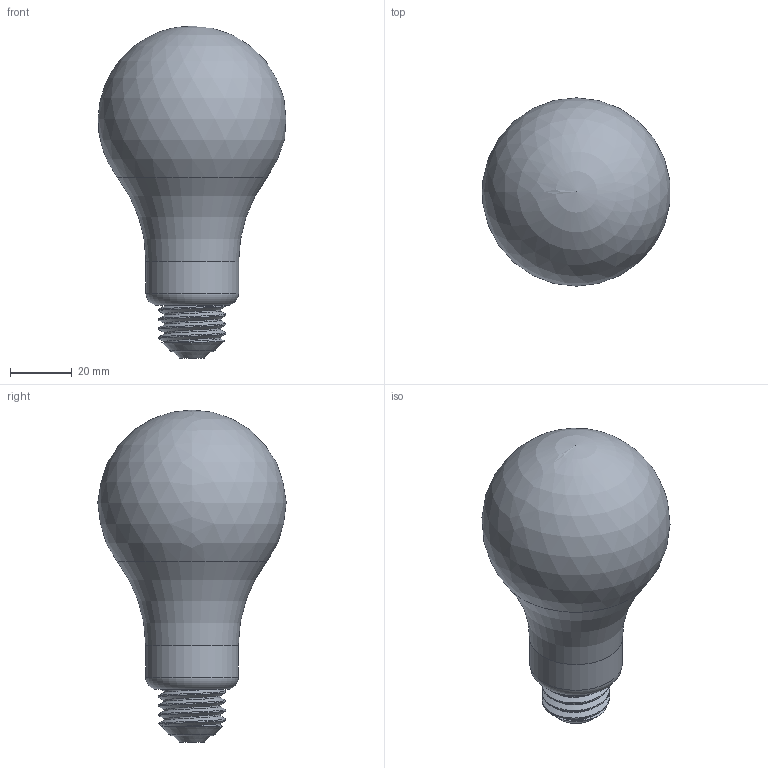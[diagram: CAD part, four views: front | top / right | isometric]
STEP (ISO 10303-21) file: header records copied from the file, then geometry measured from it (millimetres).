
FILE_DESCRIPTION(/* description */ (''),/* implementation_level */ '2;1');
FILE_NAME(/* name */ 'light_bulb.step',/* time_stamp */ '2025-05-17T14:28:28-04:00',/* author */ (''),/* organization */ (''),/* preprocessor_version */ 'ST-DEVELOPER v20.1',/* originating_system */ 'Autodesk Translation Framework v14.4.0.0',/* authorisation */ '');
FILE_SCHEMA (('AUTOMOTIVE_DESIGN { 1 0 10303 214 3 1 1 }'));
Length unit declared in the file: millimetre
Products named in the file (2): lightbulb; lightbulb_1
Assembly tree (1 placements, depth 2):
  lightbulb
    lightbulb_1
Bounding box: 60.76 x 60.99 x 107.5 mm (x, y, z)
Volume: 149434.3 mm3; surface area: 16809.5 mm2
Topology: 3 solids, 3 shells, 25 faces, 60 edges, 40 vertices
Faces by surface type: cylinder 11, plane 6, torus 3, cone 2, bspline 2, sphere 1
Full cylindrical faces by diameter (mm): 18.337 x3, 21.765 x3, 30 x1
Entity records: 2265 total; most frequent: CARTESIAN_POINT 1647, ORIENTED_EDGE 118, DIRECTION 105, EDGE_CURVE 59, AXIS2_PLACEMENT_3D 47, VERTEX_POINT 40, B_SPLINE_CURVE_WITH_KNOTS 27, FACE_OUTER_BOUND 25
